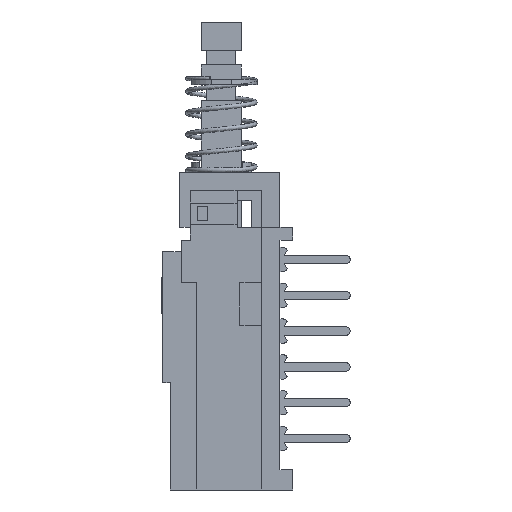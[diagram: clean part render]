
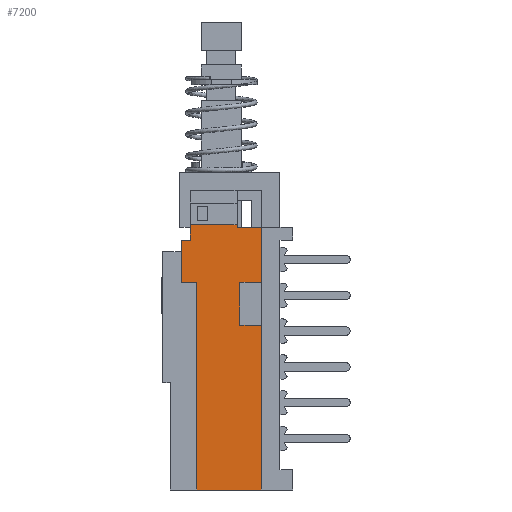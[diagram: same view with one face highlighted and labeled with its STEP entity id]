
A CAD part, left-side view. The second image highlights one B-rep face of the part: STEP entity #7200.
In plain terms, the highlighted planar face has unit normal (-1, 0, 0).
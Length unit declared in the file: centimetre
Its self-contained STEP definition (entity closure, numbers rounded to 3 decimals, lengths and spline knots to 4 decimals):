
#236=FACE_OUTER_BOUND('',#612,.T.);
#612=EDGE_LOOP('',(#4864,#4865,#4866,#4867,#4868,#4869,#4870,#4871,#4872,
#4873,#4874,#4875,#4876,#4877,#4878));
#983=LINE('',#9973,#1943);
#1043=LINE('',#10102,#2003);
#1080=LINE('',#10178,#2040);
#1114=LINE('',#10247,#2074);
#1118=LINE('',#10254,#2078);
#1122=LINE('',#10263,#2082);
#1127=LINE('',#10274,#2087);
#1132=LINE('',#10284,#2092);
#1133=LINE('',#10286,#2093);
#1134=LINE('',#10287,#2094);
#1135=LINE('',#10289,#2095);
#1136=LINE('',#10291,#2096);
#1137=LINE('',#10292,#2097);
#1138=LINE('',#10293,#2098);
#1139=LINE('',#10294,#2099);
#1943=VECTOR('',#8048,1.);
#2003=VECTOR('',#8142,1.);
#2040=VECTOR('',#8189,1.);
#2074=VECTOR('',#8235,1.);
#2078=VECTOR('',#8239,1.);
#2082=VECTOR('',#8245,1.);
#2087=VECTOR('',#8254,1.);
#2092=VECTOR('',#8263,1.);
#2093=VECTOR('',#8264,1.);
#2094=VECTOR('',#8265,1.);
#2095=VECTOR('',#8266,1.);
#2096=VECTOR('',#8267,1.);
#2097=VECTOR('',#8268,1.);
#2098=VECTOR('',#8269,1.);
#2099=VECTOR('',#8270,1.);
#2903=VERTEX_POINT('',#9970);
#2904=VERTEX_POINT('',#9972);
#2956=VERTEX_POINT('',#10100);
#2989=VERTEX_POINT('',#10175);
#2990=VERTEX_POINT('',#10177);
#3018=VERTEX_POINT('',#10244);
#3019=VERTEX_POINT('',#10246);
#3022=VERTEX_POINT('',#10252);
#3024=VERTEX_POINT('',#10257);
#3026=VERTEX_POINT('',#10261);
#3029=VERTEX_POINT('',#10271);
#3033=VERTEX_POINT('',#10283);
#3034=VERTEX_POINT('',#10285);
#3035=VERTEX_POINT('',#10288);
#3036=VERTEX_POINT('',#10290);
#3609=EDGE_CURVE('',#2904,#2903,#983,.T.);
#3673=EDGE_CURVE('',#2903,#2956,#1043,.T.);
#3710=EDGE_CURVE('',#2989,#2990,#1080,.T.);
#3744=EDGE_CURVE('',#3019,#3018,#1114,.T.);
#3748=EDGE_CURVE('',#2989,#3022,#1118,.T.);
#3752=EDGE_CURVE('',#3024,#3026,#1122,.T.);
#3757=EDGE_CURVE('',#2956,#3029,#1127,.T.);
#3762=EDGE_CURVE('',#3029,#3033,#1132,.T.);
#3763=EDGE_CURVE('',#3034,#3033,#1133,.T.);
#3764=EDGE_CURVE('',#3034,#2990,#1134,.T.);
#3765=EDGE_CURVE('',#3022,#3035,#1135,.T.);
#3766=EDGE_CURVE('',#3035,#3036,#1136,.T.);
#3767=EDGE_CURVE('',#3036,#3019,#1137,.T.);
#3768=EDGE_CURVE('',#3024,#3018,#1138,.T.);
#3769=EDGE_CURVE('',#3026,#2904,#1139,.T.);
#4864=ORIENTED_EDGE('',*,*,#3673,.T.);
#4865=ORIENTED_EDGE('',*,*,#3757,.T.);
#4866=ORIENTED_EDGE('',*,*,#3762,.T.);
#4867=ORIENTED_EDGE('',*,*,#3763,.F.);
#4868=ORIENTED_EDGE('',*,*,#3764,.T.);
#4869=ORIENTED_EDGE('',*,*,#3710,.F.);
#4870=ORIENTED_EDGE('',*,*,#3748,.T.);
#4871=ORIENTED_EDGE('',*,*,#3765,.T.);
#4872=ORIENTED_EDGE('',*,*,#3766,.T.);
#4873=ORIENTED_EDGE('',*,*,#3767,.T.);
#4874=ORIENTED_EDGE('',*,*,#3744,.T.);
#4875=ORIENTED_EDGE('',*,*,#3768,.F.);
#4876=ORIENTED_EDGE('',*,*,#3752,.T.);
#4877=ORIENTED_EDGE('',*,*,#3769,.T.);
#4878=ORIENTED_EDGE('',*,*,#3609,.T.);
#6873=PLANE('',#7594);
#7200=ADVANCED_FACE('',(#236),#6873,.T.);
#7594=AXIS2_PLACEMENT_3D('',#10282,#8261,#8262);
#8048=DIRECTION('',(0.,1.,0.));
#8142=DIRECTION('',(0.,0.,-1.));
#8189=DIRECTION('',(0.,1.,0.));
#8235=DIRECTION('',(0.,0.,1.));
#8239=DIRECTION('',(0.,0.,1.));
#8245=DIRECTION('',(0.,1.,0.));
#8254=DIRECTION('',(0.,1.,0.));
#8261=DIRECTION('center_axis',(-1.,0.,0.));
#8262=DIRECTION('ref_axis',(0.,0.,1.));
#8263=DIRECTION('',(0.,0.,-1.));
#8264=DIRECTION('',(0.,1.,0.));
#8265=DIRECTION('',(0.,0.,-1.));
#8266=DIRECTION('',(0.,1.,0.));
#8267=DIRECTION('',(0.,0.,1.));
#8268=DIRECTION('',(0.,-1.,0.));
#8269=DIRECTION('',(0.,-1.,0.));
#8270=DIRECTION('',(0.,0.,1.));
#9970=CARTESIAN_POINT('',(-0.365,0.2171,-0.33));
#9972=CARTESIAN_POINT('',(-0.365,-0.11,-0.33));
#9973=CARTESIAN_POINT('',(-0.365,-0.0314,-0.33));
#10100=CARTESIAN_POINT('',(-0.365,0.2171,-0.44));
#10102=CARTESIAN_POINT('',(-0.365,0.2171,-0.3725));
#10175=CARTESIAN_POINT('',(-0.365,-0.28,-2.185));
#10177=CARTESIAN_POINT('',(-0.365,0.17,-2.185));
#10178=CARTESIAN_POINT('',(-0.365,-0.28,-2.185));
#10244=CARTESIAN_POINT('',(-0.365,-0.28,-0.35));
#10246=CARTESIAN_POINT('',(-0.365,-0.28,-0.735));
#10247=CARTESIAN_POINT('',(-0.365,-0.28,-2.185));
#10252=CARTESIAN_POINT('',(-0.365,-0.28,-1.035));
#10254=CARTESIAN_POINT('',(-0.365,-0.28,-2.185));
#10257=CARTESIAN_POINT('',(-0.365,-0.21,-0.35));
#10261=CARTESIAN_POINT('',(-0.365,-0.11,-0.35));
#10263=CARTESIAN_POINT('',(-0.365,-0.28,-0.35));
#10271=CARTESIAN_POINT('',(-0.365,0.28,-0.44));
#10274=CARTESIAN_POINT('',(-0.365,-0.0314,-0.44));
#10282=CARTESIAN_POINT('Origin',(-0.365,-0.28,-0.35));
#10283=CARTESIAN_POINT('',(-0.365,0.28,-0.735));
#10284=CARTESIAN_POINT('',(-0.365,0.28,-0.735));
#10285=CARTESIAN_POINT('',(-0.365,0.17,-0.735));
#10286=CARTESIAN_POINT('',(-0.365,0.17,-0.735));
#10287=CARTESIAN_POINT('',(-0.365,0.17,-2.185));
#10288=CARTESIAN_POINT('',(-0.365,-0.13,-1.035));
#10289=CARTESIAN_POINT('',(-0.365,-0.28,-1.035));
#10290=CARTESIAN_POINT('',(-0.365,-0.13,-0.735));
#10291=CARTESIAN_POINT('',(-0.365,-0.13,-0.6175));
#10292=CARTESIAN_POINT('',(-0.365,-0.28,-0.735));
#10293=CARTESIAN_POINT('',(-0.365,-0.21,-0.35));
#10294=CARTESIAN_POINT('',(-0.365,-0.11,-0.35));
